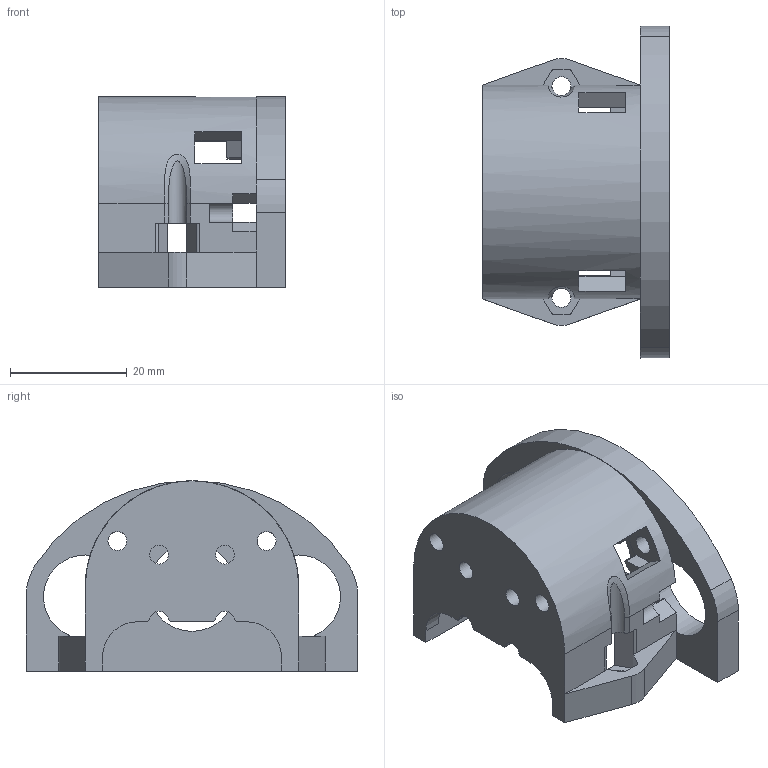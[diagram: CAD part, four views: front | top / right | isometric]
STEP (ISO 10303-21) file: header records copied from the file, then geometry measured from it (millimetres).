
FILE_DESCRIPTION(/* description */ (''),/* implementation_level */ '2;1');
FILE_NAME(/* name */ 'fc783cd3-08ad-4b12-a207-c55113875cab.stp',/* time_stamp */ '2025-07-22T19:48:48Z',/* author */ (''),/* organization */ (''),/* preprocessor_version */ 'ST-DEVELOPER v20.1',/* originating_system */ 'Autodesk Translation Framework v14.10.0.0',/* authorisation */ '');
FILE_SCHEMA (('AUTOMOTIVE_DESIGN { 1 0 10303 214 3 1 1 }'));
Length unit declared in the file: millimetre
Products named in the file (3): 1.Redo2.9to1 33mm Wheel; Motor Mount; Wheel Mount
Assembly tree (2 placements, depth 2):
  1.Redo2.9to1 33mm Wheel
    Motor Mount
    Wheel Mount
Bounding box: 32 x 56.97 x 32.7 mm (x, y, z)
Volume: 13363.8 mm3; surface area: 10516 mm2
Topology: 2 solids, 2 shells, 137 faces, 399 edges, 262 vertices
Faces by surface type: plane 83, cylinder 52, bspline 2
Full cylindrical faces by diameter (mm): 3.2 x2, 3.25 x8, 6.3 x2, 14.35 x2, 15 x1
Entity records: 4987 total; most frequent: CARTESIAN_POINT 1103, DIRECTION 799, ORIENTED_EDGE 798, EDGE_CURVE 399, LINE 271, VECTOR 271, AXIS2_PLACEMENT_3D 264, VERTEX_POINT 262
